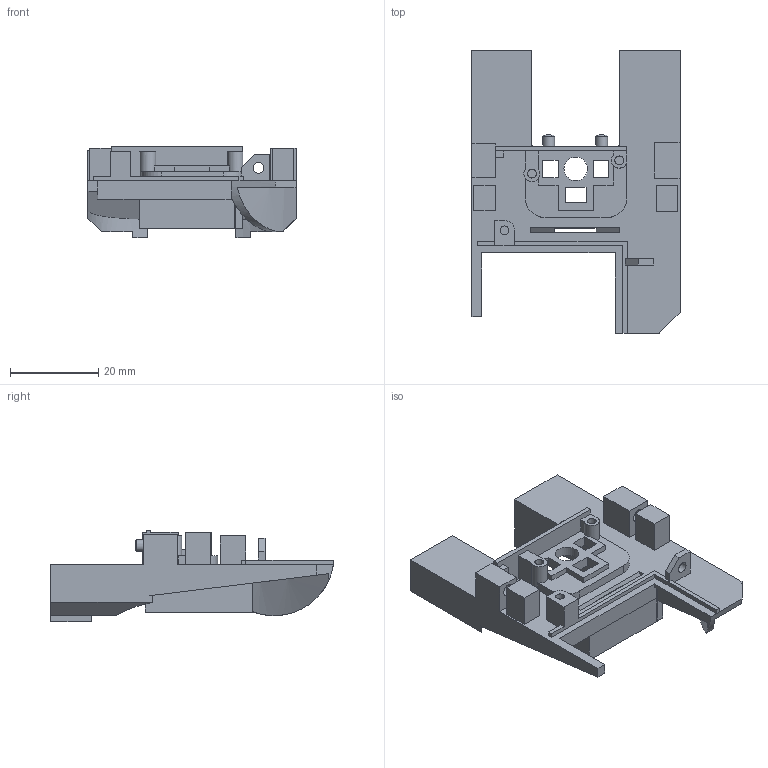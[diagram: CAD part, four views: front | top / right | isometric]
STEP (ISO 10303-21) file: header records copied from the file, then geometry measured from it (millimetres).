
FILE_DESCRIPTION(/* description */ (''),/* implementation_level */ '2;1');
FILE_NAME(/* name */ 'Model Fan Shroud Interior v5.step',/* time_stamp */ '2026-01-25T23:55:37+10:30',/* author */ (''),/* organization */ (''),/* preprocessor_version */ 'ST-DEVELOPER v20.1',/* originating_system */ 'Autodesk Translation Framework v14.21.0.0',/* authorisation */ '');
FILE_SCHEMA (('AUTOMOTIVE_DESIGN { 1 0 10303 214 3 1 1 }'));
Length unit declared in the file: millimetre
Products named in the file (2): Model Fan Shroud Interior; 3DO Nozzle Cam Insert
Assembly tree (1 placements, depth 2):
  Model Fan Shroud Interior
    3DO Nozzle Cam Insert
Bounding box: 47.13 x 64.03 x 20.8 mm (x, y, z)
Volume: 14401.5 mm3; surface area: 9702.9 mm2
Topology: 1 solids, 1 shells, 181 faces, 508 edges, 336 vertices
Faces by surface type: plane 158, cylinder 17, bspline 4, cone 2
Full cylindrical faces by diameter (mm): 2 x3, 2.25 x2, 2.45 x1, 2.7 x2, 3 x2, 5.35 x1
Entity records: 5983 total; most frequent: CARTESIAN_POINT 1243, ORIENTED_EDGE 1016, DIRECTION 889, EDGE_CURVE 508, LINE 447, VECTOR 447, VERTEX_POINT 336, AXIS2_PLACEMENT_3D 221
